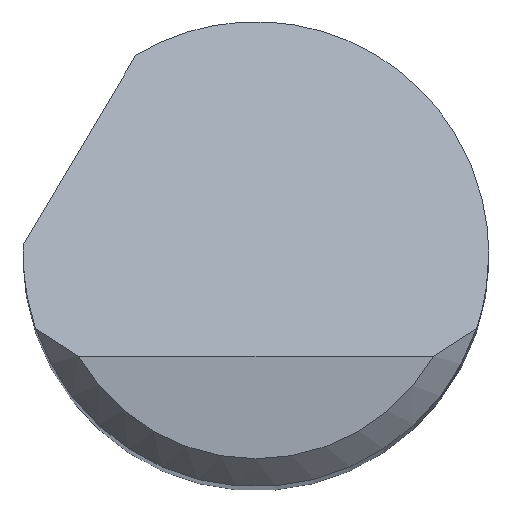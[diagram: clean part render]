
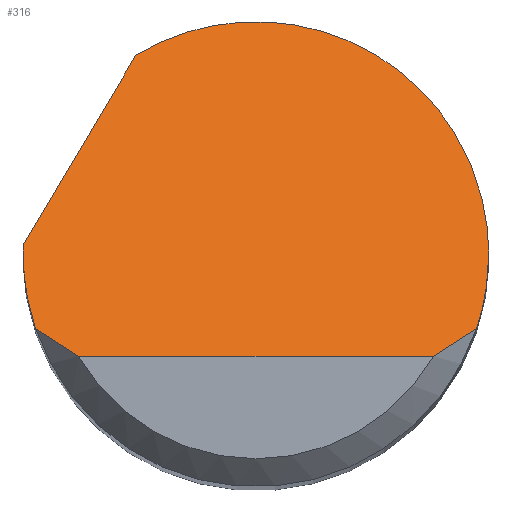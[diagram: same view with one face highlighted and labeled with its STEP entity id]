
A CAD part, top view. The second image highlights one B-rep face of the part: STEP entity #316.
In plain terms, the highlighted planar face has unit normal (0, 0.707, 0.707).
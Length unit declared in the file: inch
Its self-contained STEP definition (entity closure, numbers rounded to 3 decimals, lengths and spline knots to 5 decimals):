
#3 = ORIENTED_EDGE ( 'NONE', *, *, #747, .F. ) ;
#19 = CARTESIAN_POINT ( 'NONE',  ( 0.09526, -0.055, 2. ) ) ;
#28 = CARTESIAN_POINT ( 'NONE',  ( 0.125, -0.01363, 1.95863 ) ) ;
#74 = VERTEX_POINT ( 'NONE', #261 ) ;
#85 = CARTESIAN_POINT ( 'NONE',  ( -0.1249, 0.005, 1.94 ) ) ;
#93 = CARTESIAN_POINT ( 'NONE',  ( -0.09526, -0.055, 2. ) ) ;
#99 = CARTESIAN_POINT ( 'NONE',  ( 0.09526, -0.055, 2. ) ) ;
#102 = CARTESIAN_POINT ( 'NONE',  ( -0.1249, 0.005, 1.94 ) ) ;
#111 = CARTESIAN_POINT ( 'NONE',  ( -0.06437, 0.10715, 1.83785 ) ) ;
#112 = ORIENTED_EDGE ( 'NONE', *, *, #544, .T. ) ;
#117 = CARTESIAN_POINT ( 'NONE',  ( -0.125, 0.00167, 1.94333 ) ) ;
#123 = ORIENTED_EDGE ( 'NONE', *, *, #632, .F. ) ;
#125 =( BOUNDED_CURVE ( )  B_SPLINE_CURVE ( 3, ( #569, #28, #393, #277 ),
 .UNSPECIFIED., .F., .F. ) 
 B_SPLINE_CURVE_WITH_KNOTS ( ( 4, 4 ),
 ( 1.5708, 1.89653 ),
 .UNSPECIFIED. ) 
 CURVE ( )  GEOMETRIC_REPRESENTATION_ITEM ( )  RATIONAL_B_SPLINE_CURVE ( ( 1., 0.991, 0.991, 1. ) ) 
 REPRESENTATION_ITEM ( '' )  );
#132 = ORIENTED_EDGE ( 'NONE', *, *, #605, .T. ) ;
#145 = CARTESIAN_POINT ( 'NONE',  ( -0.15516, -0.04606, 1.99106 ) ) ;
#147 = ORIENTED_EDGE ( 'NONE', *, *, #528, .F. ) ;
#149 = CARTESIAN_POINT ( 'NONE',  ( -0.11107, -0.04528, 1.99028 ) ) ;
#153 =( BOUNDED_CURVE ( )  B_SPLINE_CURVE ( 3, ( #532, #535, #710, #772 ),
 .UNSPECIFIED., .F., .F. ) 
 B_SPLINE_CURVE_WITH_KNOTS ( ( 4, 4 ),
 ( 4.38666, 4.71239 ),
 .UNSPECIFIED. ) 
 CURVE ( )  GEOMETRIC_REPRESENTATION_ITEM ( )  RATIONAL_B_SPLINE_CURVE ( ( 1., 0.991, 0.991, 1. ) ) 
 REPRESENTATION_ITEM ( '' )  );
#159 =( BOUNDED_CURVE ( )  B_SPLINE_CURVE ( 3, ( #586, #117, #600, #102 ),
 .UNSPECIFIED., .F., .F. ) 
 B_SPLINE_CURVE_WITH_KNOTS ( ( 4, 4 ),
 ( 4.71239, 4.7524 ),
 .UNSPECIFIED. ) 
 CURVE ( )  GEOMETRIC_REPRESENTATION_ITEM ( )  RATIONAL_B_SPLINE_CURVE ( ( 1., 1., 1., 1. ) ) 
 REPRESENTATION_ITEM ( '' )  );
#205 = CARTESIAN_POINT ( 'NONE',  ( -0.11843, -0.04, 1.985 ) ) ;
#228 = EDGE_CURVE ( 'NONE', #592, #705, #722, .T. ) ;
#238 = CARTESIAN_POINT ( 'NONE',  ( -0.125, -0.055, 2. ) ) ;
#257 = EDGE_LOOP ( 'NONE', ( #132, #640, #147, #583, #123, #3, #469, #112 ) ) ;
#261 = CARTESIAN_POINT ( 'NONE',  ( -0.125, 0., 1.945 ) ) ;
#268 = CARTESIAN_POINT ( 'NONE',  ( -0.11843, -0.04, 1.985 ) ) ;
#270 = VERTEX_POINT ( 'NONE', #85 ) ;
#271 = AXIS2_PLACEMENT_3D ( 'NONE', #238, #471, #537 ) ;
#277 = CARTESIAN_POINT ( 'NONE',  ( 0.11843, -0.04, 1.985 ) ) ;
#316 = ADVANCED_FACE ( 'NONE', ( #778 ), #364, .F. ) ;
#317 = CARTESIAN_POINT ( 'NONE',  ( 0.125, 0., 1.945 ) ) ;
#353 = CARTESIAN_POINT ( 'NONE',  ( 0.11843, -0.04, 1.985 ) ) ;
#364 = PLANE ( 'NONE',  #271 ) ;
#372 = EDGE_CURVE ( 'NONE', #383, #502, #424, .T. ) ;
#383 = VERTEX_POINT ( 'NONE', #111 ) ;
#384 = DIRECTION ( 'NONE',  ( 0.386, 0.652, -0.652 ) ) ;
#393 = CARTESIAN_POINT ( 'NONE',  ( 0.12279, -0.02708, 1.97208 ) ) ;
#424 =( BOUNDED_CURVE ( )  B_SPLINE_CURVE ( 3, ( #723, #659, #475, #653 ),
 .UNSPECIFIED., .F., .F. ) 
 B_SPLINE_CURVE_WITH_KNOTS ( ( 4, 4 ),
 ( 5.74227, 7.85398 ),
 .UNSPECIFIED. ) 
 CURVE ( )  GEOMETRIC_REPRESENTATION_ITEM ( )  RATIONAL_B_SPLINE_CURVE ( ( 1., 0.662, 0.662, 1. ) ) 
 REPRESENTATION_ITEM ( '' )  );
#456 = VERTEX_POINT ( 'NONE', #205 ) ;
#457 = DIRECTION ( 'NONE',  ( 1., 0., 0. ) ) ;
#463 = LINE ( 'NONE', #145, #510 ) ;
#469 = ORIENTED_EDGE ( 'NONE', *, *, #706, .F. ) ;
#471 = DIRECTION ( 'NONE',  ( 0., -0.707, -0.707 ) ) ;
#475 = CARTESIAN_POINT ( 'NONE',  ( 0.125, 0.10961, 1.83539 ) ) ;
#502 = VERTEX_POINT ( 'NONE', #317 ) ;
#510 = VECTOR ( 'NONE', #384, 39.37008 ) ;
#512 = CARTESIAN_POINT ( 'NONE',  ( 0., -0.055, 2. ) ) ;
#528 = EDGE_CURVE ( 'NONE', #502, #705, #125, .T. ) ;
#532 = CARTESIAN_POINT ( 'NONE',  ( -0.11843, -0.04, 1.985 ) ) ;
#535 = CARTESIAN_POINT ( 'NONE',  ( -0.12279, -0.02708, 1.97208 ) ) ;
#537 = DIRECTION ( 'NONE',  ( 0., 0.707, -0.707 ) ) ;
#544 = EDGE_CURVE ( 'NONE', #456, #599, #613, .T. ) ;
#569 = CARTESIAN_POINT ( 'NONE',  ( 0.125, 0., 1.945 ) ) ;
#575 = CARTESIAN_POINT ( 'NONE',  ( -0.09526, -0.055, 2. ) ) ;
#581 = LINE ( 'NONE', #512, #686 ) ;
#583 = ORIENTED_EDGE ( 'NONE', *, *, #372, .F. ) ;
#586 = CARTESIAN_POINT ( 'NONE',  ( -0.125, 0., 1.945 ) ) ;
#592 = VERTEX_POINT ( 'NONE', #19 ) ;
#599 = VERTEX_POINT ( 'NONE', #575 ) ;
#600 = CARTESIAN_POINT ( 'NONE',  ( -0.12497, 0.00333, 1.94167 ) ) ;
#605 = EDGE_CURVE ( 'NONE', #599, #592, #581, .T. ) ;
#613 = B_SPLINE_CURVE_WITH_KNOTS ( 'NONE', 3,
 ( #268, #149, #634, #93 ),
 .UNSPECIFIED., .F., .F.,
 ( 4, 4 ),
 ( 0., 0.0008 ),
 .UNSPECIFIED. ) ;
#632 = EDGE_CURVE ( 'NONE', #270, #383, #463, .T. ) ;
#634 = CARTESIAN_POINT ( 'NONE',  ( -0.10339, -0.05031, 1.99531 ) ) ;
#640 = ORIENTED_EDGE ( 'NONE', *, *, #228, .T. ) ;
#642 = CARTESIAN_POINT ( 'NONE',  ( 0.11843, -0.04, 1.985 ) ) ;
#653 = CARTESIAN_POINT ( 'NONE',  ( 0.125, 0., 1.945 ) ) ;
#659 = CARTESIAN_POINT ( 'NONE',  ( 0.0296, 0.1636, 1.7814 ) ) ;
#686 = VECTOR ( 'NONE', #457, 39.37008 ) ;
#697 = CARTESIAN_POINT ( 'NONE',  ( 0.10339, -0.05031, 1.99531 ) ) ;
#700 = CARTESIAN_POINT ( 'NONE',  ( 0.11107, -0.04528, 1.99028 ) ) ;
#705 = VERTEX_POINT ( 'NONE', #353 ) ;
#706 = EDGE_CURVE ( 'NONE', #456, #74, #153, .T. ) ;
#710 = CARTESIAN_POINT ( 'NONE',  ( -0.125, -0.01363, 1.95863 ) ) ;
#722 = B_SPLINE_CURVE_WITH_KNOTS ( 'NONE', 3,
 ( #99, #697, #700, #642 ),
 .UNSPECIFIED., .F., .F.,
 ( 4, 4 ),
 ( 0., 0.0008 ),
 .UNSPECIFIED. ) ;
#723 = CARTESIAN_POINT ( 'NONE',  ( -0.06437, 0.10715, 1.83785 ) ) ;
#747 = EDGE_CURVE ( 'NONE', #74, #270, #159, .T. ) ;
#772 = CARTESIAN_POINT ( 'NONE',  ( -0.125, 0., 1.945 ) ) ;
#778 = FACE_OUTER_BOUND ( 'NONE', #257, .T. ) ;
